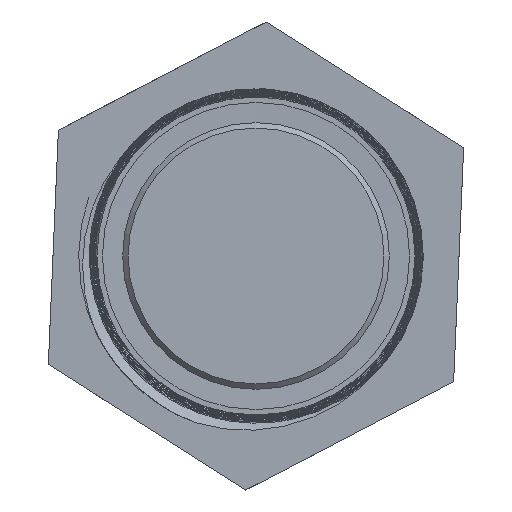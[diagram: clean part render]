
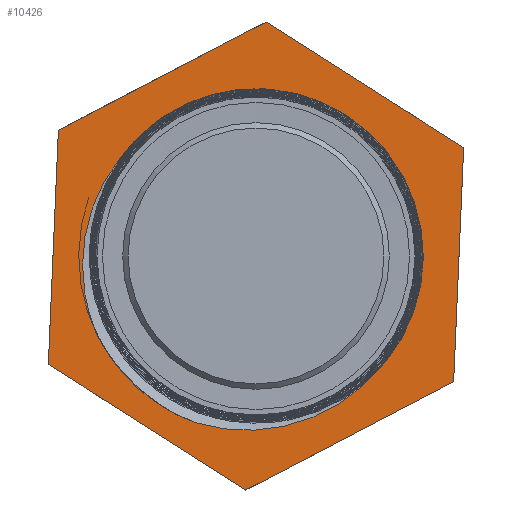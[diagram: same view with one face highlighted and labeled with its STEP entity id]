
A CAD part, front view. The second image highlights one B-rep face of the part: STEP entity #10426.
In plain terms, the highlighted planar face has unit normal (0, -1, 0).
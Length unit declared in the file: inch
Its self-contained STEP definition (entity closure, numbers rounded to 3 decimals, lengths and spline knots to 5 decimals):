
#195 = CARTESIAN_POINT ( 'NONE',  ( 0.38394, 0., 0.20023 ) ) ;
#206 = CARTESIAN_POINT ( 'NONE',  ( 0.16023, 0., -0.2687 ) ) ;
#753 = CARTESIAN_POINT ( 'NONE',  ( -0.11198, 0., -0.30811 ) ) ;
#877 = ORIENTED_EDGE ( 'NONE', *, *, #1355, .F. ) ;
#1260 = ORIENTED_EDGE ( 'NONE', *, *, #9027, .T. ) ;
#1291 = VECTOR ( 'NONE', #6687, 39.37008 ) ;
#1355 = EDGE_CURVE ( 'NONE', #14495, #4600, #18703, .T. ) ;
#1451 = CARTESIAN_POINT ( 'NONE',  ( -0.30489, 0., 0.08329 ) ) ;
#1492 = CARTESIAN_POINT ( 'NONE',  ( -0.38394, 0., -0.20023 ) ) ;
#1612 = CARTESIAN_POINT ( 'NONE',  ( -0.30239, 0., -0.12543 ) ) ;
#1628 = DIRECTION ( 'NONE',  ( 0., 1., 0. ) ) ;
#1688 = VECTOR ( 'NONE', #12700, 39.37008 ) ;
#1837 = CARTESIAN_POINT ( 'NONE',  ( 0.20415, 0., -0.23246 ) ) ;
#2228 = CARTESIAN_POINT ( 'NONE',  ( -0.13226, 0., -0.30074 ) ) ;
#2256 = VERTEX_POINT ( 'NONE', #1492 ) ;
#2635 = CARTESIAN_POINT ( 'NONE',  ( 0.20415, 0., -0.23246 ) ) ;
#3146 = EDGE_CURVE ( 'NONE', #8976, #4737, #5374, .T. ) ;
#3147 = CIRCLE ( 'NONE', #17184, 0.30938 ) ;
#3220 = CARTESIAN_POINT ( 'NONE',  ( -0.29705, 0., -0.13869 ) ) ;
#3267 = VERTEX_POINT ( 'NONE', #2635 ) ;
#3606 = DIRECTION ( 'NONE',  ( 0., 0., 1. ) ) ;
#3763 = CARTESIAN_POINT ( 'NONE',  ( -0.11198, 0., -0.30811 ) ) ;
#3988 = VERTEX_POINT ( 'NONE', #4871 ) ;
#4352 = ORIENTED_EDGE ( 'NONE', *, *, #19852, .T. ) ;
#4459 = CARTESIAN_POINT ( 'NONE',  ( -0.20125, 0., -0.31642 ) ) ;
#4600 = VERTEX_POINT ( 'NONE', #17573 ) ;
#4737 = VERTEX_POINT ( 'NONE', #195 ) ;
#4871 = CARTESIAN_POINT ( 'NONE',  ( -0.36537, 0., 0.23239 ) ) ;
#4907 = DIRECTION ( 'NONE',  ( -0.844, 0., 0.537 ) ) ;
#4997 = ORIENTED_EDGE ( 'NONE', *, *, #3146, .T. ) ;
#5062 = CARTESIAN_POINT ( 'NONE',  ( -0.32081, 0., -0.02833 ) ) ;
#5097 = DIRECTION ( 'NONE',  ( -0.043, 0., -0.999 ) ) ;
#5141 = CARTESIAN_POINT ( 'NONE',  ( -0.28295, 0., 0.13577 ) ) ;
#5176 = CARTESIAN_POINT ( 'NONE',  ( -0.37466, 0., 0.01608 ) ) ;
#5185 = ORIENTED_EDGE ( 'NONE', *, *, #17029, .T. ) ;
#5258 = CARTESIAN_POINT ( 'NONE',  ( -0.01857, 0., -0.43261 ) ) ;
#5374 = LINE ( 'NONE', #19662, #17251 ) ;
#6221 = VECTOR ( 'NONE', #5097, 39.37008 ) ;
#6465 = VERTEX_POINT ( 'NONE', #5258 ) ;
#6687 = DIRECTION ( 'NONE',  ( 0.887, 0., 0.462 ) ) ;
#6701 = LINE ( 'NONE', #4459, #8909 ) ;
#6734 = CARTESIAN_POINT ( 'NONE',  ( -0.30003, 0., 0.0968 ) ) ;
#6808 = CARTESIAN_POINT ( 'NONE',  ( -0.31655, 0., -0.07045 ) ) ;
#7044 = LINE ( 'NONE', #5176, #6221 ) ;
#7047 = CARTESIAN_POINT ( 'NONE',  ( -0.29705, 0., -0.13869 ) ) ;
#7128 = CARTESIAN_POINT ( 'NONE',  ( -0.18848, 0., -0.26909 ) ) ;
#7156 = B_SPLINE_CURVE_WITH_KNOTS ( 'NONE', 3,
 ( #3763, #10745, #14232, #21127, #10592, #17656, #14395, #12358, #8972, #16089, #206, #16019, #12279, #1837 ),
 .UNSPECIFIED., .F., .F.,
 ( 4, 2, 2, 2, 2, 2, 4 ),
 ( 0., 0.00217, 0.00433, 0.00542, 0.0065, 0.00758, 0.00867 ),
 .UNSPECIFIED. ) ;
#7366 = CARTESIAN_POINT ( 'NONE',  ( -0.25096, 0., -0.2112 ) ) ;
#7826 = VERTEX_POINT ( 'NONE', #753 ) ;
#7992 = LINE ( 'NONE', #15817, #1688 ) ;
#8562 = EDGE_CURVE ( 'NONE', #2256, #6465, #6701, .T. ) ;
#8909 = VECTOR ( 'NONE', #15045, 39.37008 ) ;
#8972 = CARTESIAN_POINT ( 'NONE',  ( 0.12351, 0., -0.29002 ) ) ;
#8976 = VERTEX_POINT ( 'NONE', #15559 ) ;
#9027 = EDGE_CURVE ( 'NONE', #14495, #3267, #3147, .T. ) ;
#9060 = CARTESIAN_POINT ( 'NONE',  ( -0.2769, 0., -0.1768 ) ) ;
#10206 = CARTESIAN_POINT ( 'NONE',  ( -0.31999, 0., -0.04246 ) ) ;
#10313 = ORIENTED_EDGE ( 'NONE', *, *, #17069, .T. ) ;
#10355 = CARTESIAN_POINT ( 'NONE',  ( -0.2502, 0., 0.18198 ) ) ;
#10426 = ADVANCED_FACE ( 'NONE', ( #12696, #21575 ), #20746, .F. ) ;
#10522 = DIRECTION ( 'NONE',  ( 0.043, 0., 0.999 ) ) ;
#10586 = CARTESIAN_POINT ( 'NONE',  ( 0., 0., 0. ) ) ;
#10592 = CARTESIAN_POINT ( 'NONE',  ( 0.02894, 0., -0.32032 ) ) ;
#10745 = CARTESIAN_POINT ( 'NONE',  ( -0.08455, 0., -0.31644 ) ) ;
#12041 = CARTESIAN_POINT ( 'NONE',  ( -0.26826, 0., 0.15984 ) ) ;
#12112 = CARTESIAN_POINT ( 'NONE',  ( -0.32059, 0., 0.00017 ) ) ;
#12279 = CARTESIAN_POINT ( 'NONE',  ( 0.19405, 0., -0.24236 ) ) ;
#12358 = CARTESIAN_POINT ( 'NONE',  ( 0.11069, 0., -0.29599 ) ) ;
#12435 = CARTESIAN_POINT ( 'NONE',  ( -0.22914, 0., -0.23469 ) ) ;
#12464 = B_SPLINE_CURVE_WITH_KNOTS ( 'NONE', 3,
 ( #7047, #19661, #9060, #17729, #7366, #19587, #12435, #19427, #7128, #19508, #2228, #21831 ),
 .UNSPECIFIED., .F., .F.,
 ( 4, 2, 2, 2, 2, 4 ),
 ( 0., 0.00164, 0.00247, 0.00329, 0.00493, 0.00658 ),
 .UNSPECIFIED. ) ;
#12696 = FACE_BOUND ( 'NONE', #18091, .T. ) ;
#12700 = DIRECTION ( 'NONE',  ( -0.887, 0., -0.462 ) ) ;
#13499 = ORIENTED_EDGE ( 'NONE', *, *, #19497, .F. ) ;
#13707 = EDGE_LOOP ( 'NONE', ( #15261, #5185, #4997, #4352, #17633, #10313 ) ) ;
#13792 = AXIS2_PLACEMENT_3D ( 'NONE', #19204, #1628, #15640 ) ;
#14143 = DIRECTION ( 'NONE',  ( 0., 1., 0. ) ) ;
#14232 = CARTESIAN_POINT ( 'NONE',  ( -0.05646, 0., -0.3211 ) ) ;
#14395 = CARTESIAN_POINT ( 'NONE',  ( 0.08419, 0., -0.30623 ) ) ;
#14495 = VERTEX_POINT ( 'NONE', #10355 ) ;
#15045 = DIRECTION ( 'NONE',  ( 0.844, 0., -0.537 ) ) ;
#15261 = ORIENTED_EDGE ( 'NONE', *, *, #8562, .T. ) ;
#15268 = CARTESIAN_POINT ( 'NONE',  ( 0.01857, 0., 0.43261 ) ) ;
#15559 = CARTESIAN_POINT ( 'NONE',  ( 0.36537, 0., -0.23239 ) ) ;
#15623 = CARTESIAN_POINT ( 'NONE',  ( -0.31954, 0., 0.01438 ) ) ;
#15640 = DIRECTION ( 'NONE',  ( 0., 0., 1. ) ) ;
#15703 = CARTESIAN_POINT ( 'NONE',  ( -0.31555, 0., 0.0423 ) ) ;
#15817 = CARTESIAN_POINT ( 'NONE',  ( -0.1734, 0., 0.3325 ) ) ;
#15940 = VECTOR ( 'NONE', #4907, 39.37008 ) ;
#16019 = CARTESIAN_POINT ( 'NONE',  ( 0.18324, 0., -0.2516 ) ) ;
#16089 = CARTESIAN_POINT ( 'NONE',  ( 0.14828, 0., -0.27637 ) ) ;
#16914 = ORIENTED_EDGE ( 'NONE', *, *, #19410, .F. ) ;
#17029 = EDGE_CURVE ( 'NONE', #6465, #8976, #21429, .T. ) ;
#17069 = EDGE_CURVE ( 'NONE', #3988, #2256, #7044, .T. ) ;
#17184 = AXIS2_PLACEMENT_3D ( 'NONE', #10586, #14143, #3606 ) ;
#17208 = CARTESIAN_POINT ( 'NONE',  ( 0.1734, 0., -0.3325 ) ) ;
#17251 = VECTOR ( 'NONE', #10522, 39.37008 ) ;
#17414 = CARTESIAN_POINT ( 'NONE',  ( -0.30686, 0., -0.11181 ) ) ;
#17490 = CARTESIAN_POINT ( 'NONE',  ( -0.31262, 0., 0.05608 ) ) ;
#17573 = CARTESIAN_POINT ( 'NONE',  ( -0.29705, 0., -0.13869 ) ) ;
#17633 = ORIENTED_EDGE ( 'NONE', *, *, #18704, .T. ) ;
#17656 = CARTESIAN_POINT ( 'NONE',  ( 0.07042, 0., -0.3105 ) ) ;
#17729 = CARTESIAN_POINT ( 'NONE',  ( -0.25779, 0., -0.2028 ) ) ;
#18091 = EDGE_LOOP ( 'NONE', ( #16914, #13499, #877, #1260 ) ) ;
#18703 = B_SPLINE_CURVE_WITH_KNOTS ( 'NONE', 3,
 ( #19193, #12041, #5141, #6734, #1451, #17490, #15703, #15623, #12112, #5062, #10206, #6808, #22759, #17414, #1612, #3220 ),
 .UNSPECIFIED., .F., .F.,
 ( 4, 2, 2, 2, 2, 2, 2, 4 ),
 ( 0.00685, 0.00901, 0.01009, 0.01117, 0.01225, 0.01333, 0.0144, 0.01548 ),
 .UNSPECIFIED. ) ;
#18704 = EDGE_CURVE ( 'NONE', #20851, #3988, #7992, .T. ) ;
#19193 = CARTESIAN_POINT ( 'NONE',  ( -0.2502, 0., 0.18198 ) ) ;
#19204 = CARTESIAN_POINT ( 'NONE',  ( 0.30938, 0., 0. ) ) ;
#19410 = EDGE_CURVE ( 'NONE', #7826, #3267, #7156, .T. ) ;
#19427 = CARTESIAN_POINT ( 'NONE',  ( -0.20559, 0., -0.25623 ) ) ;
#19497 = EDGE_CURVE ( 'NONE', #4600, #7826, #12464, .T. ) ;
#19508 = CARTESIAN_POINT ( 'NONE',  ( -0.15162, 0., -0.29146 ) ) ;
#19587 = CARTESIAN_POINT ( 'NONE',  ( -0.23665, 0., -0.22712 ) ) ;
#19661 = CARTESIAN_POINT ( 'NONE',  ( -0.28792, 0., -0.15824 ) ) ;
#19662 = CARTESIAN_POINT ( 'NONE',  ( 0.37466, 0., -0.01608 ) ) ;
#19852 = EDGE_CURVE ( 'NONE', #4737, #20851, #21465, .T. ) ;
#20497 = CARTESIAN_POINT ( 'NONE',  ( 0.20125, 0., 0.31642 ) ) ;
#20746 = PLANE ( 'NONE',  #13792 ) ;
#20851 = VERTEX_POINT ( 'NONE', #15268 ) ;
#21127 = CARTESIAN_POINT ( 'NONE',  ( 0.00079, 0., -0.32305 ) ) ;
#21429 = LINE ( 'NONE', #17208, #1291 ) ;
#21465 = LINE ( 'NONE', #20497, #15940 ) ;
#21575 = FACE_OUTER_BOUND ( 'NONE', #13707, .T. ) ;
#21831 = CARTESIAN_POINT ( 'NONE',  ( -0.11198, 0., -0.30811 ) ) ;
#22759 = CARTESIAN_POINT ( 'NONE',  ( -0.31393, 0., -0.08432 ) ) ;
